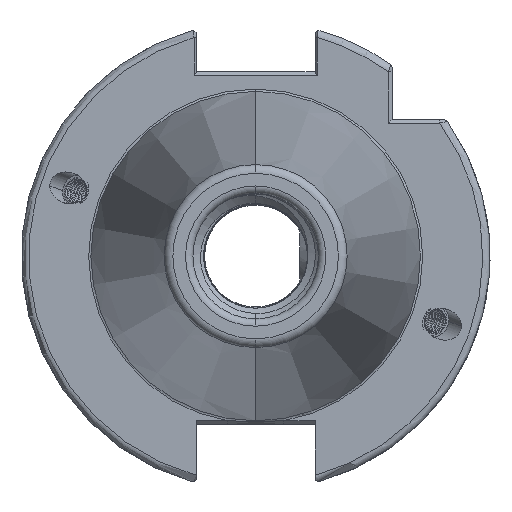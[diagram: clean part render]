
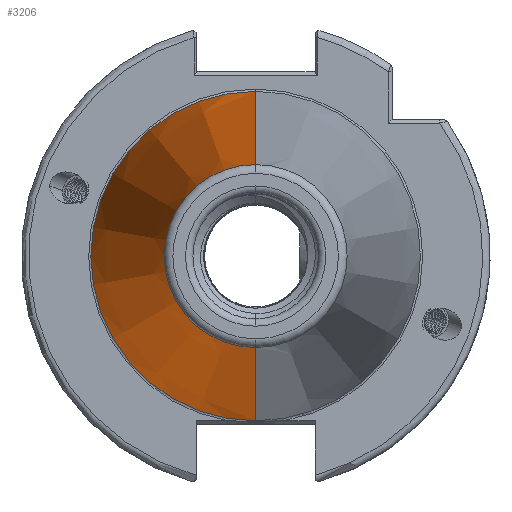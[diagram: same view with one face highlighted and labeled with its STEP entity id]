
A CAD part, left-side view. The second image highlights one B-rep face of the part: STEP entity #3206.
In plain terms, the highlighted conical face has half-angle 8.297 degrees and reference radius 22.692 mm.
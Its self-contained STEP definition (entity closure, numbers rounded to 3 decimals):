
#1343 = AXIS2_PLACEMENT_3D ( 'NONE', #10310, #10300, #10284 ) ;
#2027 = AXIS2_PLACEMENT_3D ( 'NONE', #8237, #8238, #8239 ) ;
#2043 = AXIS2_PLACEMENT_3D ( 'NONE', #9187, #9155, #9199 ) ;
#2895 = DIRECTION ( 'NONE',  ( 0.99, 0., -0.144 ) ) ;
#2907 = CARTESIAN_POINT ( 'NONE',  ( 0., 0., -22.692 ) ) ;
#3206 = ADVANCED_FACE ( 'NONE', ( #3924 ), #3894, .T. ) ;
#3640 = EDGE_LOOP ( 'NONE', ( #13191, #13188, #13160, #13170 ) ) ;
#3894 = CONICAL_SURFACE ( 'NONE', #1343, 22.692, 0.145 ) ;
#3924 = FACE_OUTER_BOUND ( 'NONE', #3640, .T. ) ;
#7121 = VECTOR ( 'NONE', #8314, 1000. ) ;
#7123 = CIRCLE ( 'NONE', #2043, 12.4 ) ;
#7147 = CIRCLE ( 'NONE', #2027, 22.327 ) ;
#7160 = LINE ( 'NONE', #8313, #7121 ) ;
#7489 = LINE ( 'NONE', #2907, #7497 ) ;
#7497 = VECTOR ( 'NONE', #2895, 1000. ) ;
#8237 = CARTESIAN_POINT ( 'NONE',  ( -2.5, 0., 0. ) ) ;
#8238 = DIRECTION ( 'NONE',  ( 1., 0., 0. ) ) ;
#8239 = DIRECTION ( 'NONE',  ( 0., 0., -1. ) ) ;
#8313 = CARTESIAN_POINT ( 'NONE',  ( 0., 0., 22.692 ) ) ;
#8314 = DIRECTION ( 'NONE',  ( 0.99, 0., 0.144 ) ) ;
#9155 = DIRECTION ( 'NONE',  ( 1., 0., 0. ) ) ;
#9187 = CARTESIAN_POINT ( 'NONE',  ( -70.573, 0., 0. ) ) ;
#9199 = DIRECTION ( 'NONE',  ( 0., 0., 1. ) ) ;
#10284 = DIRECTION ( 'NONE',  ( 0., 0., -1. ) ) ;
#10300 = DIRECTION ( 'NONE',  ( 1., 0., 0. ) ) ;
#10310 = CARTESIAN_POINT ( 'NONE',  ( 0., 0., 0. ) ) ;
#11269 = EDGE_CURVE ( 'NONE', #23730, #23772, #7123, .T. ) ;
#11280 = EDGE_CURVE ( 'NONE', #23786, #23794, #7147, .T. ) ;
#11286 = EDGE_CURVE ( 'NONE', #23772, #23794, #7160, .T. ) ;
#13160 = ORIENTED_EDGE ( 'NONE', *, *, #11280, .F. ) ;
#13170 = ORIENTED_EDGE ( 'NONE', *, *, #13588, .F. ) ;
#13188 = ORIENTED_EDGE ( 'NONE', *, *, #11286, .T. ) ;
#13191 = ORIENTED_EDGE ( 'NONE', *, *, #11269, .T. ) ;
#13588 = EDGE_CURVE ( 'NONE', #23730, #23786, #7489, .T. ) ;
#14025 = CARTESIAN_POINT ( 'NONE',  ( -70.573, 0., -12.4 ) ) ;
#14072 = CARTESIAN_POINT ( 'NONE',  ( -70.573, 0., 12.4 ) ) ;
#14123 = CARTESIAN_POINT ( 'NONE',  ( -2.5, 0., -22.327 ) ) ;
#14124 = CARTESIAN_POINT ( 'NONE',  ( -2.5, 0., 22.327 ) ) ;
#23730 = VERTEX_POINT ( 'NONE', #14025 ) ;
#23772 = VERTEX_POINT ( 'NONE', #14072 ) ;
#23786 = VERTEX_POINT ( 'NONE', #14123 ) ;
#23794 = VERTEX_POINT ( 'NONE', #14124 ) ;
